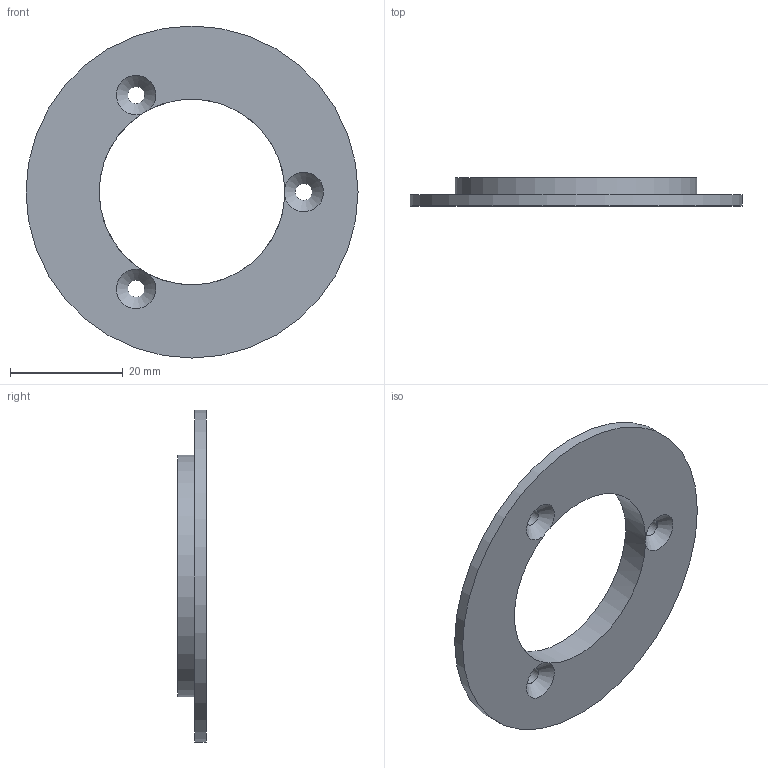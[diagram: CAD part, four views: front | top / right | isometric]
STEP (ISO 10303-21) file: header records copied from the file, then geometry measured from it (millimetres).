
FILE_DESCRIPTION(/* description */ (''),/* implementation_level */ '2;1');
FILE_NAME(/* name */ 'ayak_ust_base.stp',/* time_stamp */ '2021-07-29T10:28:00-07:00',/* author */ ('nergi'),/* organization */ (''),/* preprocessor_version */ 'ST-DEVELOPER v15.6',/* originating_system */ 'Autodesk Inventor 2015',/* authorisation */ '');
FILE_SCHEMA (('AUTOMOTIVE_DESIGN { 1 0 10303 214 3 1 1 }'));
Length unit declared in the file: millimetre
Products named in the file (1): ayak_ust_base
Bounding box: 59 x 5 x 59 mm (x, y, z)
Volume: 5360.4 mm3; surface area: 5132.5 mm2
Topology: 1 solids, 1 shells, 12 faces, 33 edges, 21 vertices
Faces by surface type: cylinder 6, cone 3, plane 3
Full cylindrical faces by diameter (mm): 3 x3, 33 x1, 43 x1, 59 x1
Entity records: 358 total; most frequent: CARTESIAN_POINT 65, DIRECTION 60, ORIENTED_EDGE 40, AXIS2_PLACEMENT_3D 30, EDGE_LOOP 27, EDGE_CURVE 20, CIRCLE 17, VERTEX_POINT 17
